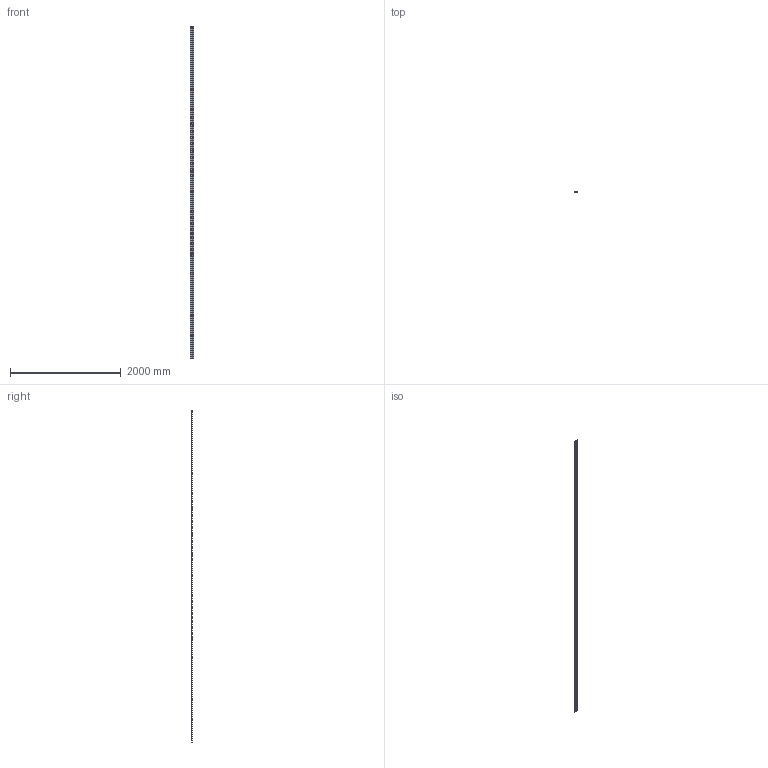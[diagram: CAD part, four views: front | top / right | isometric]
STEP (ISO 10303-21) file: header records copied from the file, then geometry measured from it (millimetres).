
FILE_DESCRIPTION (( 'STEP AP203' ), '1' );
FILE_NAME ('10201610-VA.STEP', '2023-12-20T13:00:21', ( '' ), ( '' ), 'SwSTEP 2.0', 'SolidWorks 2018', '' );
FILE_SCHEMA (( 'CONFIG_CONTROL_DESIGN' ));
Length unit declared in the file: millimetre
Products named in the file (1): 10201610-VA
Bounding box: 58 x 14.93 x 6000 mm (x, y, z)
Volume: 1080398.9 mm3; surface area: 896682.9 mm2
Topology: 1 solids, 1 shells, 370 faces, 1023 edges, 682 vertices
Faces by surface type: plane 179, cylinder 101, bspline 90
Entity records: 15987 total; most frequent: CARTESIAN_POINT 6809, ORIENTED_EDGE 2046, DIRECTION 1605, EDGE_CURVE 1023, VERTEX_POINT 682, LINE 567, VECTOR 567, AXIS2_PLACEMENT_3D 519
